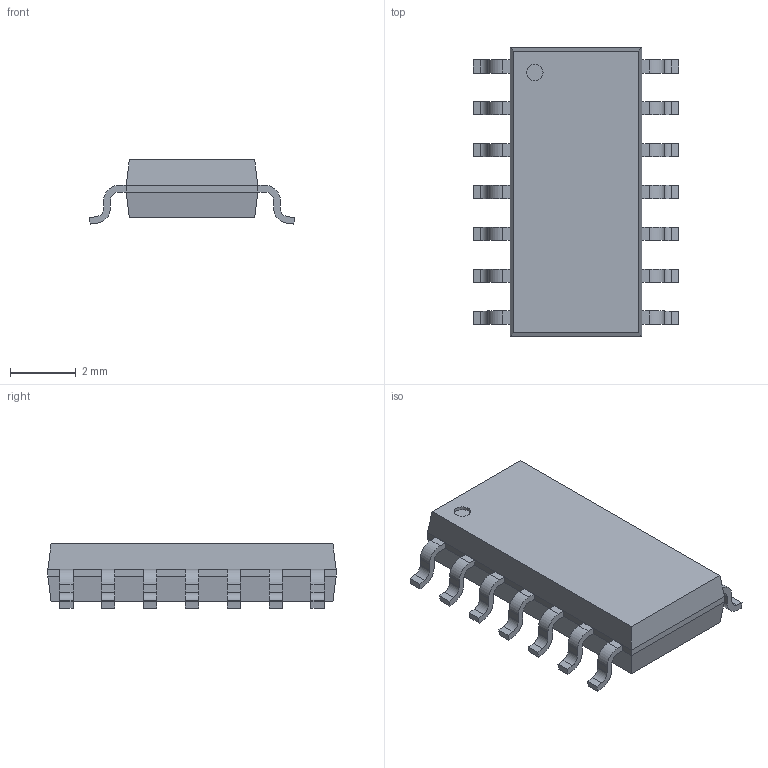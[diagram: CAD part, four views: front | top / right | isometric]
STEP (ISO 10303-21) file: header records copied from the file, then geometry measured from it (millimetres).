
FILE_DESCRIPTION(/* description */ (''),/* implementation_level */ '2;1');
FILE_NAME(/* name */ '14-SOIC Narrow 4x8.75x1.75mm Pitch 1.27mm v3.step',/* time_stamp */ '2019-12-09T16:23:23+00:00',/* author */ (''),/* organization */ (''),/* preprocessor_version */ 'ST-DEVELOPER v18',/* originating_system */ 'Autodesk Translation Framework v8.12.0.6',/* authorisation */ '');
FILE_SCHEMA (('AUTOMOTIVE_DESIGN { 1 0 10303 214 3 1 1 }'));
Length unit declared in the file: millimetre
Products named in the file (4): 14-SOIC Narrow 4x8.75x1.75mm Pitch 1.27mm; Body; Pins; Pins(Mirror)
Assembly tree (15 placements, depth 2):
  14-SOIC Narrow 4x8.75x1.75mm Pitch 1.27mm
    Body
    Pins  x7
    Pins(Mirror)  x7
Bounding box: 6.23 x 8.75 x 1.95 mm (x, y, z)
Volume: 61.2 mm3; surface area: 141 mm2
Topology: 15 solids, 15 shells, 212 faces, 535 edges, 354 vertices
Faces by surface type: plane 155, cylinder 57
Full cylindrical faces by diameter (mm): 0.5 x1
Entity records: 1487 total; most frequent: DIRECTION 249, CARTESIAN_POINT 233, ORIENTED_EDGE 206, EDGE_CURVE 103, LINE 85, VECTOR 85, AXIS2_PLACEMENT_3D 82, VERTEX_POINT 66
